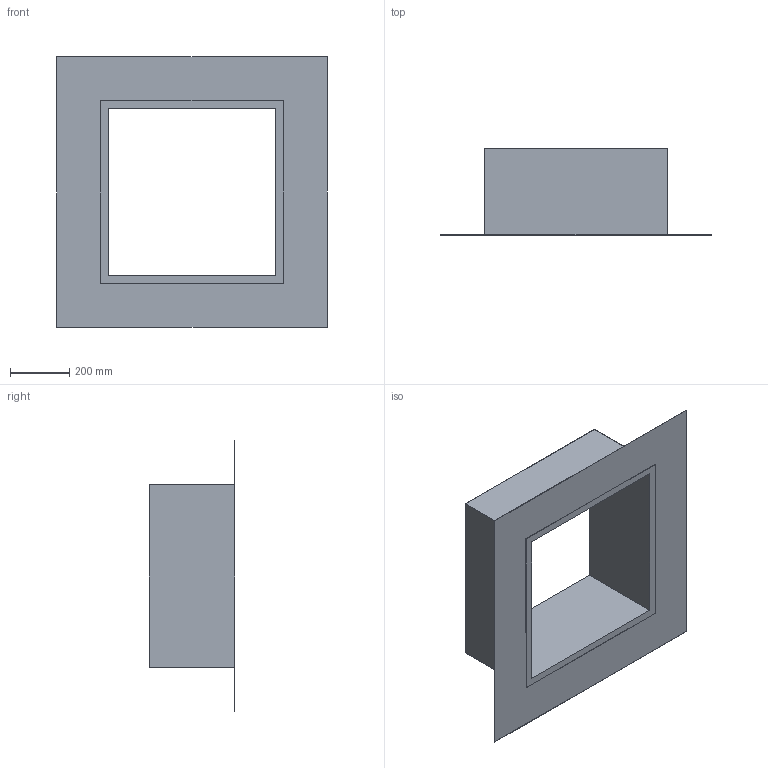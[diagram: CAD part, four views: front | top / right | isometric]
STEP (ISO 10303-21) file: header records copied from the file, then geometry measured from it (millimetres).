
FILE_DESCRIPTION (( 'STEP AP214' ), '1' );
FILE_NAME ('SOK 30.step', '2009-11-24T14:25:21', ( 'Wolfgang Schmidt' ), ( 'WS-KO' ), 'SwSTEP 2.0', 'SolidWorks 2009', '' );
FILE_SCHEMA (( 'AUTOMOTIVE_DESIGN' ));
Length unit declared in the file: millimetre
Products named in the file (1): SOK 30
Bounding box: 915 x 290 x 915 mm (x, y, z)
Volume: 18281096 mm3; surface area: 3835112 mm2
Topology: 2 solids, 2 shells, 25 faces, 60 edges, 40 vertices
Faces by surface type: plane 25
Entity records: 765 total; most frequent: CARTESIAN_POINT 126, ORIENTED_EDGE 120, DIRECTION 112, EDGE_CURVE 60, VECTOR 60, LINE 60, VERTEX_POINT 40, EDGE_LOOP 30
